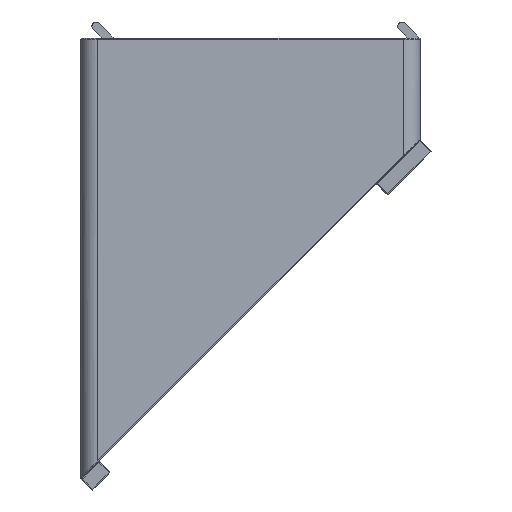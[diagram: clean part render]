
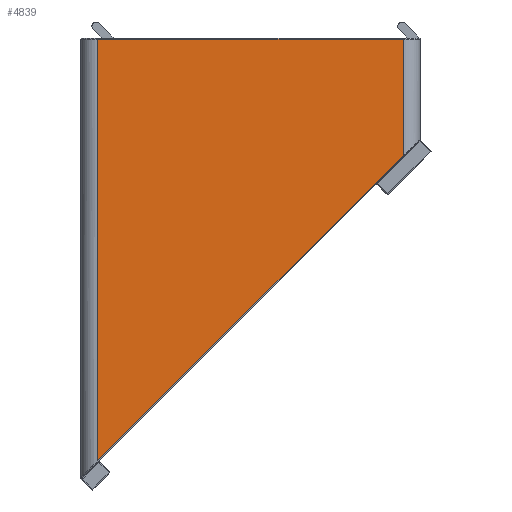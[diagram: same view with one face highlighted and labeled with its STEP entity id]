
A CAD part, left-side view. The second image highlights one B-rep face of the part: STEP entity #4839.
In plain terms, the highlighted planar face has unit normal (-1, 0, 0).
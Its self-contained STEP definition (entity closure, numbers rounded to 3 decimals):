
#4703=CARTESIAN_POINT('',(0.0,38.0,-0.1));
#4704=VERTEX_POINT('',#4703);
#4729=CARTESIAN_POINT('',(0.0,2.0,-0.1));
#4730=VERTEX_POINT('',#4729);
#4740=CARTESIAN_POINT('',(0.0,38.,-0.1));
#4741=DIRECTION('',(0.0,-1.0,0.0));
#4742=VECTOR('',#4741,36.0);
#4743=LINE('',#4740,#4742);
#4744=EDGE_CURVE('',#4704,#4730,#4743,.T.);
#4797=CARTESIAN_POINT('',(0.0,2.0,-13.859));
#4798=VERTEX_POINT('',#4797);
#4799=CARTESIAN_POINT('',(0.0,2.0,-0.1));
#4800=DIRECTION('',(0.0,0.0,-1.0));
#4801=VECTOR('',#4800,13.759);
#4802=LINE('',#4799,#4801);
#4803=EDGE_CURVE('',#4730,#4798,#4802,.T.);
#4816=CARTESIAN_POINT('',(0.0,24.982,-20.142));
#4817=DIRECTION('',(1.0,0.0,0.0));
#4818=DIRECTION('',(0.0,0.0,-1.0));
#4819=AXIS2_PLACEMENT_3D('',#4816,#4817,#4818);
#4820=PLANE('',#4819);
#4821=ORIENTED_EDGE('',*,*,#4744,.F.);
#4822=CARTESIAN_POINT('',(0.0,38.0,-49.859));
#4823=VERTEX_POINT('',#4822);
#4824=CARTESIAN_POINT('',(0.0,38.0,-49.859));
#4825=DIRECTION('',(0.0,0.0,1.0));
#4826=VECTOR('',#4825,49.759);
#4827=LINE('',#4824,#4826);
#4828=EDGE_CURVE('',#4823,#4704,#4827,.T.);
#4829=ORIENTED_EDGE('',*,*,#4828,.F.);
#4830=CARTESIAN_POINT('',(0.0,2.,-13.859));
#4831=DIRECTION('',(0.0,0.707,-0.707));
#4832=VECTOR('',#4831,50.912);
#4833=LINE('',#4830,#4832);
#4834=EDGE_CURVE('',#4798,#4823,#4833,.T.);
#4835=ORIENTED_EDGE('',*,*,#4834,.F.);
#4836=ORIENTED_EDGE('',*,*,#4803,.F.);
#4837=EDGE_LOOP('',(#4821,#4829,#4835,#4836));
#4838=FACE_OUTER_BOUND('',#4837,.T.);
#4839=ADVANCED_FACE('',(#4838),#4820,.F.);
